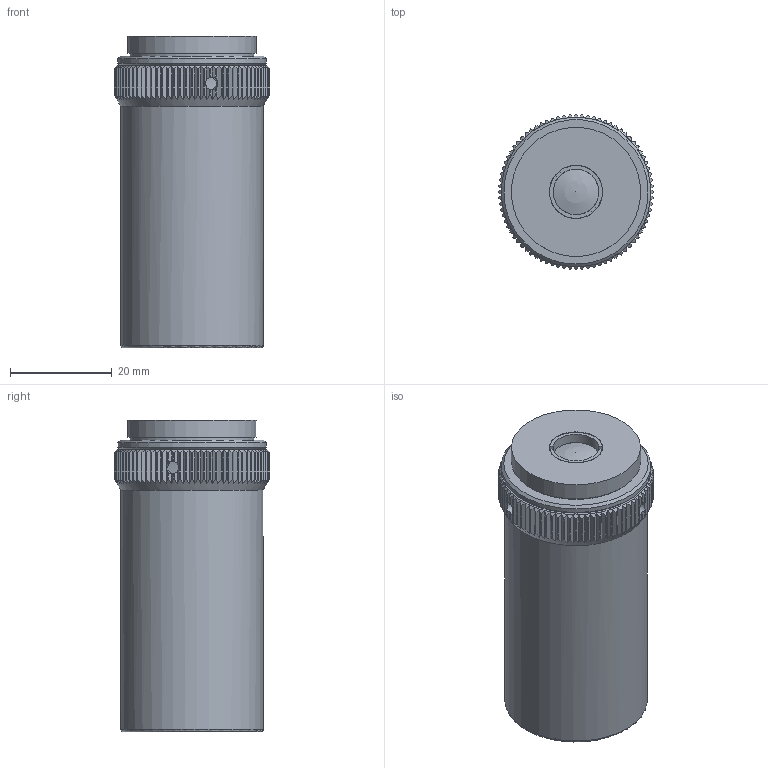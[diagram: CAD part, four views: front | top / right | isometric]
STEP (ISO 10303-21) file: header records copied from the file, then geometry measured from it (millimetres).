
FILE_DESCRIPTION(/* description */ (''),/* implementation_level */ '2;1');
FILE_NAME(/* name */ '100.535.000.26_TO18_4.1-100-V-B_Endmont.stp',/* time_stamp */ '2021-04-06T10:20:31+02:00',/* author */ (''),/* organization */ ('Vision & Control'),/* preprocessor_version */ 'ST-DEVELOPER v16.5',/* originating_system */ 'Autodesk Inventor 2017',/* authorisation */ '');
FILE_SCHEMA (('AUTOMOTIVE_DESIGN { 1 0 10303 214 3 1 1 }'));
Length unit declared in the file: millimetre
Products named in the file (1): TO18_4.1-100-V-B
Bounding box: 30.5 x 30.5 x 61.3 mm (x, y, z)
Volume: 36051.8 mm3; surface area: 7657.1 mm2
Topology: 1 solids, 3 shells, 309 faces, 902 edges, 602 vertices
Faces by surface type: plane 195, cylinder 101, cone 10, sphere 2, torus 1
Full cylindrical faces by diameter (mm): 2.459 x3, 9 x1, 10.459 x2, 24 x1, 24.4 x1, 25.4 x1, 25.459 x2, 28 x1, 29.4 x1
Entity records: 10163 total; most frequent: CARTESIAN_POINT 2536, ORIENTED_EDGE 1726, DIRECTION 1390, EDGE_CURVE 863, VERTEX_POINT 585, AXIS2_PLACEMENT_3D 546, EDGE_LOOP 338, STYLED_ITEM 310
